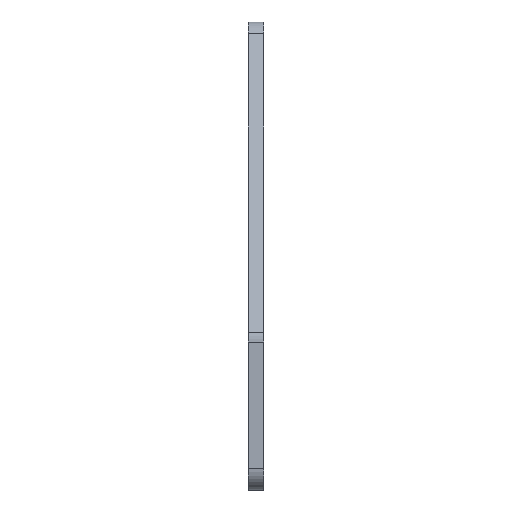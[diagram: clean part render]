
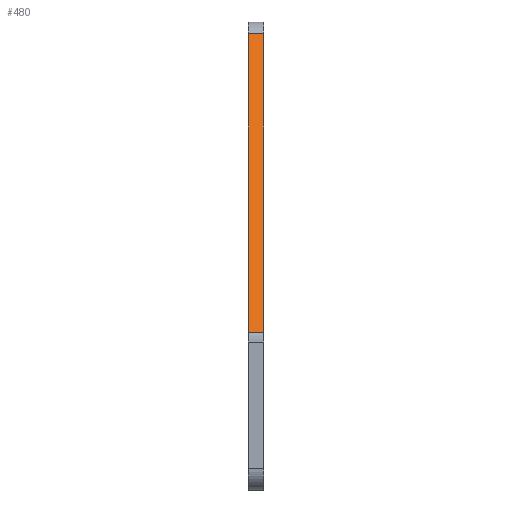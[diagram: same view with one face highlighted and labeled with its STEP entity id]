
A CAD part, left-side view. The second image highlights one B-rep face of the part: STEP entity #480.
In plain terms, the highlighted planar face has unit normal (-0.894, 0, 0.447).
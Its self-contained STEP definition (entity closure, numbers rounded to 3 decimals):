
#2 = CARTESIAN_POINT ( 'NONE',  ( -7.191, 0., 37. ) ) ;
#4 = EDGE_CURVE ( 'NONE', #443, #86, #139, .T. ) ;
#18 = ORIENTED_EDGE ( 'NONE', *, *, #581, .T. ) ;
#86 = VERTEX_POINT ( 'NONE', #343 ) ;
#98 = DIRECTION ( 'NONE',  ( 0., -1., 0. ) ) ;
#103 = EDGE_CURVE ( 'NONE', #591, #726, #469, .T. ) ;
#110 = EDGE_LOOP ( 'NONE', ( #162, #18, #828, #186 ) ) ;
#139 = LINE ( 'NONE', #409, #818 ) ;
#162 = ORIENTED_EDGE ( 'NONE', *, *, #4, .F. ) ;
#186 = ORIENTED_EDGE ( 'NONE', *, *, #228, .T. ) ;
#228 = EDGE_CURVE ( 'NONE', #726, #86, #816, .T. ) ;
#233 = CARTESIAN_POINT ( 'NONE',  ( -21.789, 0., 7.804 ) ) ;
#277 = FACE_OUTER_BOUND ( 'NONE', #110, .T. ) ;
#324 = CARTESIAN_POINT ( 'NONE',  ( -7.744, 0., 35.894 ) ) ;
#343 = CARTESIAN_POINT ( 'NONE',  ( -21.789, 0., 7.804 ) ) ;
#394 = CARTESIAN_POINT ( 'NONE',  ( -21.789, 1.5, 7.804 ) ) ;
#406 = DIRECTION ( 'NONE',  ( -0.447, 0., -0.894 ) ) ;
#409 = CARTESIAN_POINT ( 'NONE',  ( -7.191, 0., 37. ) ) ;
#417 = VECTOR ( 'NONE', #406, 1000. ) ;
#443 = VERTEX_POINT ( 'NONE', #324 ) ;
#458 = VECTOR ( 'NONE', #98, 1000. ) ;
#469 = LINE ( 'NONE', #719, #417 ) ;
#480 = ADVANCED_FACE ( 'NONE', ( #277 ), #483, .T. ) ;
#483 = PLANE ( 'NONE',  #640 ) ;
#523 = DIRECTION ( 'NONE',  ( -0.447, 0., -0.894 ) ) ;
#534 = VECTOR ( 'NONE', #762, 1000. ) ;
#537 = DIRECTION ( 'NONE',  ( -0.894, 0., 0.447 ) ) ;
#568 = CARTESIAN_POINT ( 'NONE',  ( -7.744, 1.5, 35.894 ) ) ;
#581 = EDGE_CURVE ( 'NONE', #443, #591, #693, .T. ) ;
#591 = VERTEX_POINT ( 'NONE', #568 ) ;
#640 = AXIS2_PLACEMENT_3D ( 'NONE', #2, #537, #799 ) ;
#642 = CARTESIAN_POINT ( 'NONE',  ( -7.744, 0., 35.894 ) ) ;
#693 = LINE ( 'NONE', #642, #534 ) ;
#719 = CARTESIAN_POINT ( 'NONE',  ( -7.191, 1.5, 37. ) ) ;
#726 = VERTEX_POINT ( 'NONE', #394 ) ;
#762 = DIRECTION ( 'NONE',  ( 0., 1., 0. ) ) ;
#799 = DIRECTION ( 'NONE',  ( -0.447, 0., -0.894 ) ) ;
#816 = LINE ( 'NONE', #233, #458 ) ;
#818 = VECTOR ( 'NONE', #523, 1000. ) ;
#828 = ORIENTED_EDGE ( 'NONE', *, *, #103, .T. ) ;
